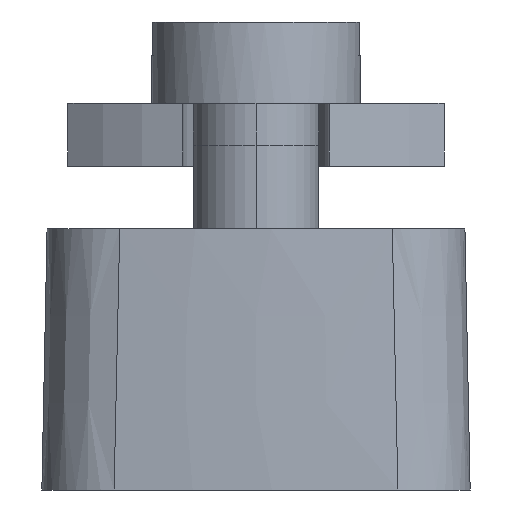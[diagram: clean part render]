
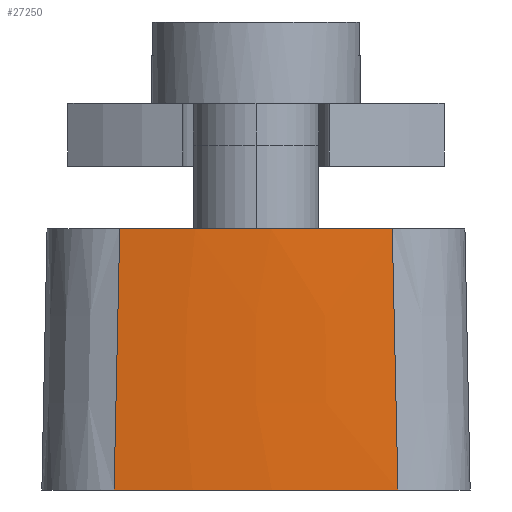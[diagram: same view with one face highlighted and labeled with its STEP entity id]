
A CAD part, front view. The second image highlights one B-rep face of the part: STEP entity #27250.
In plain terms, the highlighted free-form (B-spline) face has degree [4, 3] with [5, 4] control points.
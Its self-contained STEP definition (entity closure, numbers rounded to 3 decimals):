
#8800=CARTESIAN_POINT('',(-6.793,0.464,0.));
#8810=VERTEX_POINT('',#8800);
#8840=CARTESIAN_POINT('',(6.793,0.464,0.));
#8850=CARTESIAN_POINT('',(3.428,0.002,0.));
#8860=CARTESIAN_POINT('',(0.,-0.157,0.));
#8870=CARTESIAN_POINT('',(-3.428,0.002,0.));
#8880=CARTESIAN_POINT('',(-6.793,0.464,0.));
#8890=(BOUNDED_CURVE() B_SPLINE_CURVE(4,(#8840,#8850,#8860,#8870,#8880),
.UNSPECIFIED.,.F.,.F.) B_SPLINE_CURVE_WITH_KNOTS((5,5),(104.19
,117.233),.UNSPECIFIED.) CURVE() GEOMETRIC_REPRESENTATION_ITEM(
) RATIONAL_B_SPLINE_CURVE((1.,1.,1.,1.,1.)) 
REPRESENTATION_ITEM(''));
#8900=CARTESIAN_POINT('',(6.793,0.464,0.));
#8910=VERTEX_POINT('',#8900);
#8920=EDGE_CURVE('',#8910,#8810,#8890,.T.);
#26260=CARTESIAN_POINT('',(-6.522,0.677,12.5));
#26270=CARTESIAN_POINT('',(-6.612,0.606,
8.333));
#26280=CARTESIAN_POINT('',(-6.703,0.535,
4.167));
#26290=CARTESIAN_POINT('',(-6.793,0.464,0.));
#26300=(BOUNDED_CURVE() B_SPLINE_CURVE(3,(#26260,#26270,#26280,#26290),
.UNSPECIFIED.,.F.,.F.) B_SPLINE_CURVE_WITH_KNOTS((4,4),(1.,
13.504),.UNSPECIFIED.) CURVE() GEOMETRIC_REPRESENTATION_ITEM()
 RATIONAL_B_SPLINE_CURVE((1.,1.,1.,1.)) REPRESENTATION_ITEM(''));
#26310=CARTESIAN_POINT('',(-6.522,0.677,12.5));
#26320=VERTEX_POINT('',#26310);
#26330=EDGE_CURVE('',#26320,#8810,#26300,.T.);
#26710=CARTESIAN_POINT('',(6.522,0.677,12.5));
#26720=CARTESIAN_POINT('',(6.612,0.606,
8.333));
#26730=CARTESIAN_POINT('',(6.703,0.535,
4.167));
#26740=CARTESIAN_POINT('',(6.793,0.464,0.));
#26750=(BOUNDED_CURVE() B_SPLINE_CURVE(3,(#26710,#26720,#26730,#26740),
.UNSPECIFIED.,.F.,.F.) B_SPLINE_CURVE_WITH_KNOTS((4,4),(1.,
13.504),.UNSPECIFIED.) CURVE() GEOMETRIC_REPRESENTATION_ITEM()
 RATIONAL_B_SPLINE_CURVE((1.,1.,1.,1.)) REPRESENTATION_ITEM(''));
#26760=CARTESIAN_POINT('',(6.522,0.677,12.5));
#26770=VERTEX_POINT('',#26760);
#26780=EDGE_CURVE('',#26770,#8910,#26750,.T.);
#26910=CARTESIAN_POINT('',(6.522,0.677,12.5));
#26920=CARTESIAN_POINT('',(3.289,0.252,12.5));
#26930=CARTESIAN_POINT('',(0.,0.105,12.5));
#26940=CARTESIAN_POINT('',(-3.289,0.252,12.5));
#26950=CARTESIAN_POINT('',(-6.522,0.677,12.5));
#26960=CARTESIAN_POINT('',(6.612,0.606,
8.333));
#26970=CARTESIAN_POINT('',(3.335,0.169,
8.333));
#26980=CARTESIAN_POINT('',(0.,0.018,
8.333));
#26990=CARTESIAN_POINT('',(-3.335,0.169,
8.333));
#27000=CARTESIAN_POINT('',(-6.612,0.606,
8.333));
#27010=CARTESIAN_POINT('',(6.703,0.535,
4.167));
#27020=CARTESIAN_POINT('',(3.382,0.085,
4.167));
#27030=CARTESIAN_POINT('',(0.,-0.07,
4.167));
#27040=CARTESIAN_POINT('',(-3.382,0.085,
4.167));
#27050=CARTESIAN_POINT('',(-6.703,0.535,
4.167));
#27060=CARTESIAN_POINT('',(6.793,0.464,0.));
#27070=CARTESIAN_POINT('',(3.428,0.002,0.));
#27080=CARTESIAN_POINT('',(0.,-0.157,0.));
#27090=CARTESIAN_POINT('',(-3.428,0.002,0.));
#27100=CARTESIAN_POINT('',(-6.793,0.464,0.));
#27110=(BOUNDED_SURFACE() B_SPLINE_SURFACE(4,3,((#26910,#26960,#27010,
#27060),(#26920,#26970,#27020,#27070),(#26930,#26980,#27030,#27080),(
#26940,#26990,#27040,#27090),(#26950,#27000,#27050,#27100)),
.UNSPECIFIED.,.F.,.F.,.F.) B_SPLINE_SURFACE_WITH_KNOTS((5,5),(4,4),(
104.19,117.233),(1.,13.504),.UNSPECIFIED.) 
GEOMETRIC_REPRESENTATION_ITEM() RATIONAL_B_SPLINE_SURFACE(((1.,1.,1.,1.)
,(1.,1.,1.,1.),(1.,1.,1.,
1.),(1.,1.,1.,1.),(1.,1.,1.,1.))) REPRESENTATION_ITEM('')
 SURFACE());
#27120=ORIENTED_EDGE('',*,*,#26780,.F.);
#27130=ORIENTED_EDGE('',*,*,#8920,.F.);
#27140=ORIENTED_EDGE('',*,*,#26330,.T.);
#27150=CARTESIAN_POINT('',(6.522,0.677,12.5));
#27160=CARTESIAN_POINT('',(3.289,0.252,12.5));
#27170=CARTESIAN_POINT('',(0.,0.105,12.5));
#27180=CARTESIAN_POINT('',(-3.289,0.252,12.5));
#27190=CARTESIAN_POINT('',(-6.522,0.677,12.5));
#27200=(BOUNDED_CURVE() B_SPLINE_CURVE(4,(#27150,#27160,#27170,#27180,
#27190),.UNSPECIFIED.,.F.,.F.) B_SPLINE_CURVE_WITH_KNOTS((5,5),(
104.19,117.233),.UNSPECIFIED.) CURVE() 
GEOMETRIC_REPRESENTATION_ITEM() RATIONAL_B_SPLINE_CURVE((1.,1.,
1.,1.,1.)) REPRESENTATION_ITEM(''));
#27210=EDGE_CURVE('',#26770,#26320,#27200,.T.);
#27220=ORIENTED_EDGE('',*,*,#27210,.T.);
#27230=EDGE_LOOP('',(#27220,#27140,#27130,#27120));
#27240=FACE_OUTER_BOUND('',#27230,.T.);
#27250=ADVANCED_FACE('',(#27240),#27110,.T.);
